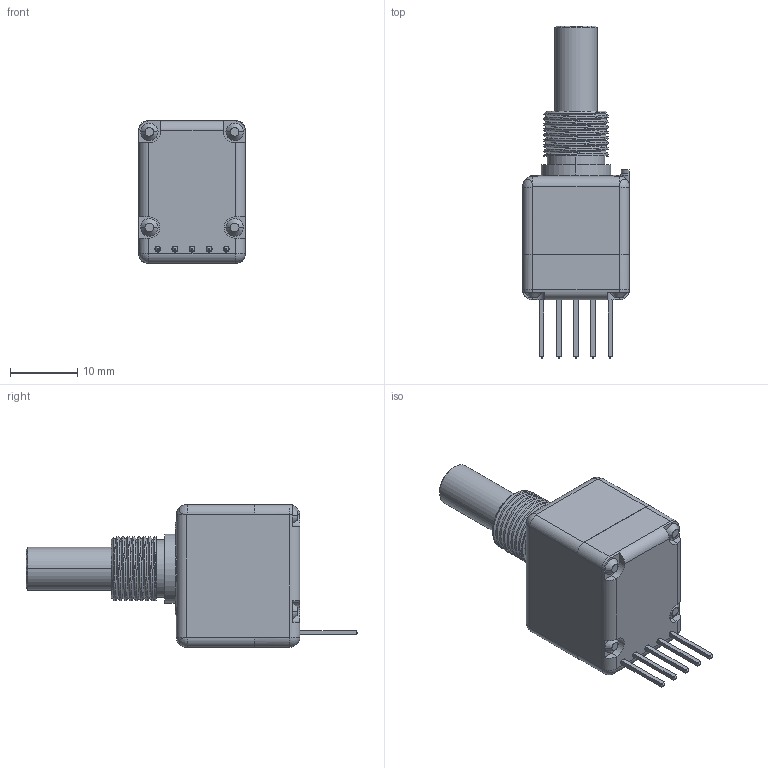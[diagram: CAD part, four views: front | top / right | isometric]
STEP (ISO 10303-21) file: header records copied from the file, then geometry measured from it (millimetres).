
FILE_DESCRIPTION((''),'2;1');
FILE_NAME('ENS1J-B28-L00256L','2011-03-15T',('RICKB'),('Bourns, Inc.'),'PRO/ENGINEER BY PARAMETRIC TECHNOLOGY CORPORATION, 2010100','PRO/ENGINEER BY PARAMETRIC TECHNOLOGY CORPORATION, 2010100','');
FILE_SCHEMA(('CONFIG_CONTROL_DESIGN'));
Length unit declared in the file: inch
Products named in the file (1): ENS1J-B28-L00256L
Bounding box: 15.88 x 49.35 x 21.21 mm (x, y, z)
Volume: 7063.6 mm3; surface area: 3200.2 mm2
Topology: 1 solids, 14 shells, 284 faces, 666 edges, 422 vertices
Faces by surface type: plane 130, cylinder 97, cone 38, bspline 10, sphere 8, torus 1
Entity records: 10386 total; most frequent: CARTESIAN_POINT 3842, DIRECTION 1344, ORIENTED_EDGE 1332, EDGE_CURVE 666, AXIS2_PLACEMENT_3D 500, VERTEX_POINT 422, VECTOR 344, LINE 344
